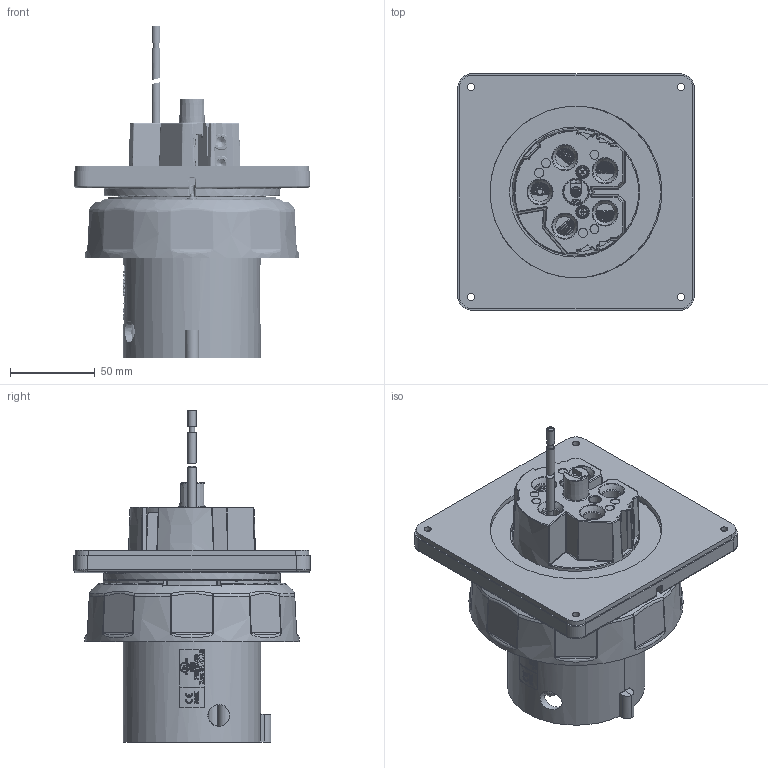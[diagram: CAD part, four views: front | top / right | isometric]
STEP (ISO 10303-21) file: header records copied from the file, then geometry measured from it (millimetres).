
FILE_DESCRIPTION (( 'STEP AP214' ), '1' );
FILE_NAME ('ORB6489-M09.STEP', '2023-02-08T16:42:47', ( '' ), ( '' ), 'SwSTEP 2.0', 'SolidWorks 2020', '' );
FILE_SCHEMA (( 'AUTOMOTIVE_DESIGN' ));
Length unit declared in the file: inch
Products named in the file (1): ORB6489-M09
Bounding box: 139.7 x 139.7 x 196.2 mm (x, y, z)
Volume: 636887 mm3; surface area: 268820.3 mm2
Topology: 14 solids, 60 shells, 4428 faces, 11365 edges, 7107 vertices
Faces by surface type: plane 1694, bspline 1128, cylinder 999, cone 276, sphere 199, torus 132
Full cylindrical faces by diameter (mm): 2.362 x1, 2.539 x2, 3.302 x3, 3.988 x1, 4.318 x4, 4.775 x3, 5.105 x3, 5.334 x19, 5.461 x1, 6 x1, 9.921 x5, 10 x4, 11.354 x5, 12 x1, 76.89 x1, 78.74 x1, 83.82 x1, 87.884 x1, 90.17 x1, 95.504 x1, 101.6 x1
Entity records: 250678 total; most frequent: CARTESIAN_POINT 100330, ORIENTED_EDGE 21876, DIRECTION 15996, EDGE_CURVE 10938, VERTEX_POINT 6967, AXIS2_PLACEMENT_3D 5611, EDGE_LOOP 4959, LINE 4774
